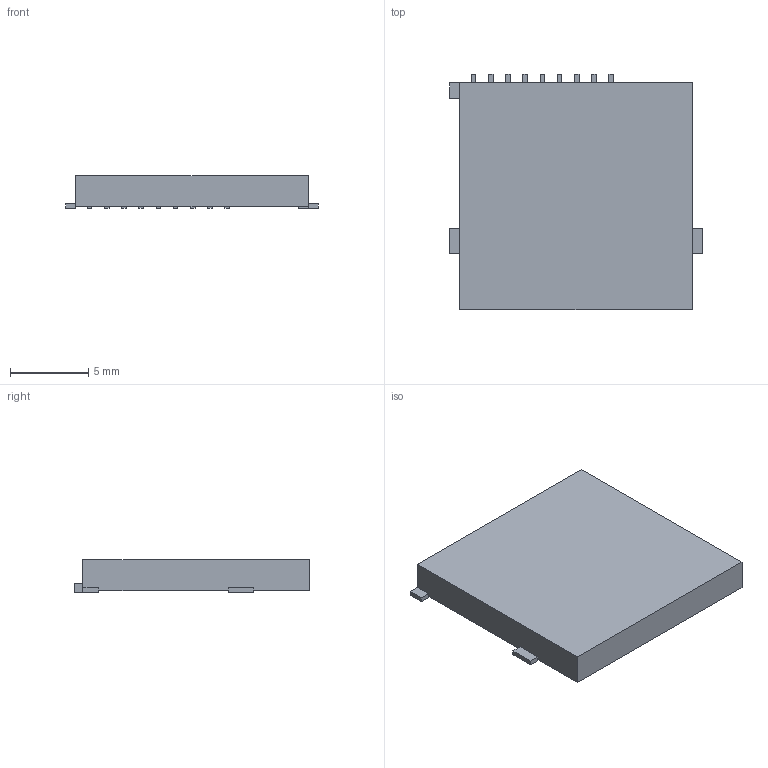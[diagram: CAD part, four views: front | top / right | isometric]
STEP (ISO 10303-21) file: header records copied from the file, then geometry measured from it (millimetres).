
FILE_DESCRIPTION(('CATIA V5 STEP Exchange'),'2;1');
FILE_NAME('MSD-1-A.stp','2024-05-26T12:07:18+00:00',('none'),('none'),'CATIA Version 5 Release 19 SP 2 (IN-10)','CATIA V5 STEP AP214','none');
FILE_SCHEMA(('AUTOMOTIVE_DESIGN { 1 0 10303 214 1 1 1 1 }'));
Length unit declared in the file: millimetre
Products named in the file (3): MSD-1-A; Body; GND Plate
Assembly tree (2 placements, depth 2):
  MSD-1-A
    Body
    GND Plate
Bounding box: 16.15 x 15.05 x 2.1 mm (x, y, z)
Volume: 432.5 mm3; surface area: 571.3 mm2
Topology: 14 solids, 14 shells, 84 faces, 168 edges, 112 vertices
Faces by surface type: plane 84
Entity records: 2041 total; most frequent: ORIENTED_EDGE 336, CARTESIAN_POINT 324, DIRECTION 256, VECTOR 168, EDGE_CURVE 168, LINE 168, VERTEX_POINT 112, ADVANCED_FACE 84
